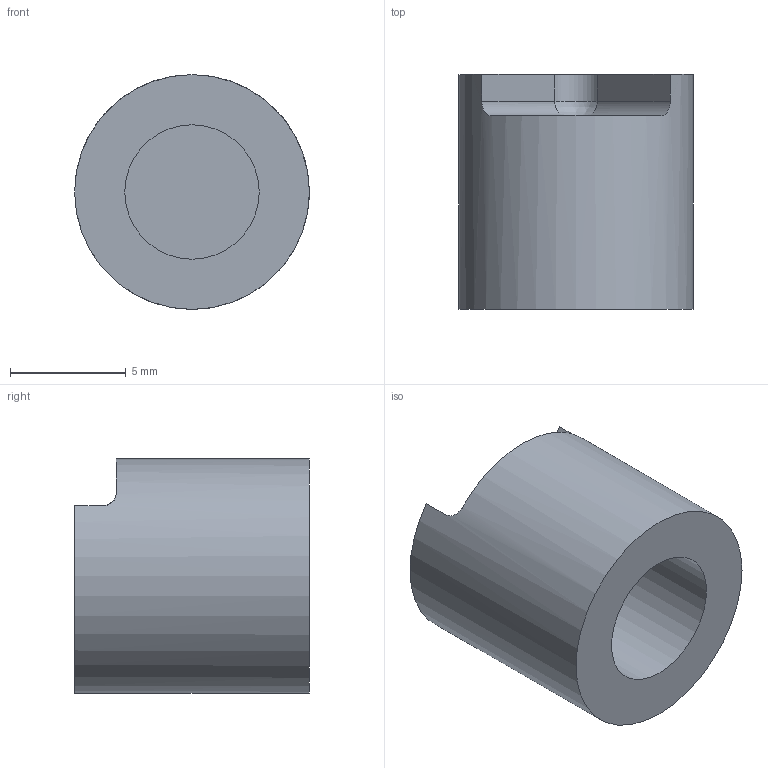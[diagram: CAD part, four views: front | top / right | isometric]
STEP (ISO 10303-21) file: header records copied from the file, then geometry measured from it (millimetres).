
FILE_DESCRIPTION(/* description */ (''),/* implementation_level */ '2;1');
FILE_NAME(/* name */ 'Attachment to Force Sensor.step',/* time_stamp */ '2023-03-09T14:32:32-06:00',/* author */ (''),/* organization */ (''),/* preprocessor_version */ 'ST-DEVELOPER v19.2',/* originating_system */ 'Autodesk Translation Framework v11.17.0.187',/* authorisation */ '');
FILE_SCHEMA (('AUTOMOTIVE_DESIGN { 1 0 10303 214 3 1 1 }'));
Length unit declared in the file: inch
Products named in the file (1): Attachment to Force Sensor
Bounding box: 10.16 x 10.16 x 10.16 mm (x, y, z)
Volume: 629.2 mm3; surface area: 581.9 mm2
Topology: 1 solids, 1 shells, 12 faces, 25 edges, 16 vertices
Faces by surface type: plane 6, cylinder 5, bspline 1
Full cylindrical faces by diameter (mm): 5.817 x1, 10.16 x1
Entity records: 383 total; most frequent: CARTESIAN_POINT 86, DIRECTION 58, ORIENTED_EDGE 50, EDGE_CURVE 25, AXIS2_PLACEMENT_3D 23, VERTEX_POINT 16, EDGE_LOOP 13, FACE_OUTER_BOUND 12
